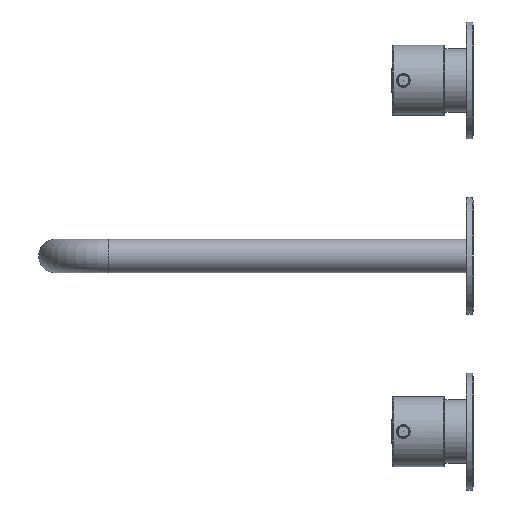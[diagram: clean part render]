
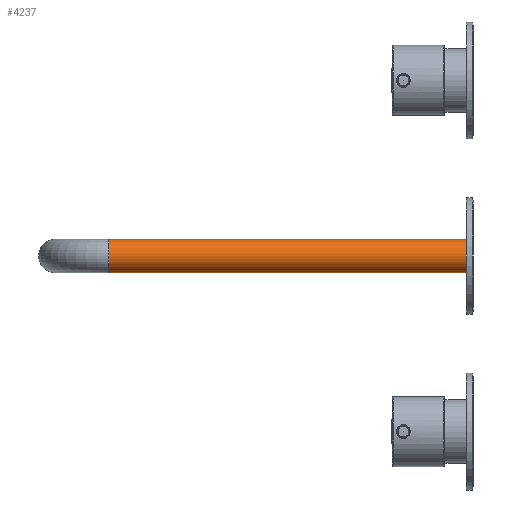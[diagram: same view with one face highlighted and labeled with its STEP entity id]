
A CAD part, left-side view. The second image highlights one B-rep face of the part: STEP entity #4237.
In plain terms, the highlighted cylindrical face has radius 10 mm (diameter 20 mm), a full revolution.
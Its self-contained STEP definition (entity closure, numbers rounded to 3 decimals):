
#470=B_SPLINE_CURVE_WITH_KNOTS('',3,(#7715,#7716,#7717,#7718,#7719,#7720,
#7721,#7722,#7723,#7724,#7725),.UNSPECIFIED.,.T.,.F.,(1,1,1,1,1,1,1,1,1,
1,1,1,1,1,1),(-0.004,-0.003,-0.001,
0.,0.001,0.003,0.004,0.005,
0.006,0.008,0.009,0.01,
0.012,0.013,0.014),.UNSPECIFIED.);
#690=ORIENTED_EDGE('',*,*,#1767,.F.);
#691=ORIENTED_EDGE('',*,*,#1766,.F.);
#692=ORIENTED_EDGE('',*,*,#1768,.T.);
#1766=EDGE_CURVE('',#3317,#3317,#2307,.T.);
#1767=EDGE_CURVE('',#3318,#3318,#470,.T.);
#1768=EDGE_CURVE('',#3319,#3319,#2308,.T.);
#2307=CIRCLE('',#5632,10.);
#2308=CIRCLE('',#5634,10.);
#2591=EDGE_LOOP('',(#690));
#2592=EDGE_LOOP('',(#691));
#2593=EDGE_LOOP('',(#692));
#3052=CYLINDRICAL_SURFACE('',#5633,10.);
#3317=VERTEX_POINT('',#7713);
#3318=VERTEX_POINT('',#7726);
#3319=VERTEX_POINT('',#7728);
#3733=FACE_BOUND('',#2591,.T.);
#3734=FACE_BOUND('',#2592,.T.);
#3735=FACE_BOUND('',#2593,.T.);
#4237=ADVANCED_FACE('',(#3733,#3734,#3735),#3052,.T.);
#5632=AXIS2_PLACEMENT_3D('',#7712,#6277,#6278);
#5633=AXIS2_PLACEMENT_3D('',#7714,#6279,#6280);
#5634=AXIS2_PLACEMENT_3D('',#7727,#6281,#6282);
#6277=DIRECTION('',(1.,0.,0.));
#6278=DIRECTION('',(0.,0.,-1.));
#6279=DIRECTION('',(1.,0.,0.));
#6280=DIRECTION('',(0.,0.,-1.));
#6281=DIRECTION('',(1.,0.,0.));
#6282=DIRECTION('',(0.,0.,-1.));
#7712=CARTESIAN_POINT('',(214.,0.,0.));
#7713=CARTESIAN_POINT('',(214.,0.,-10.));
#7714=CARTESIAN_POINT('',(0.,0.,0.));
#7715=CARTESIAN_POINT('',(15.706,-9.932,-1.292));
#7716=CARTESIAN_POINT('',(17.,-9.828,-1.829));
#7717=CARTESIAN_POINT('',(18.293,-9.932,-1.292));
#7718=CARTESIAN_POINT('',(18.828,-10.034,-0.002));
#7719=CARTESIAN_POINT('',(18.293,-9.932,1.293));
#7720=CARTESIAN_POINT('',(17.,-9.828,1.828));
#7721=CARTESIAN_POINT('',(15.709,-9.932,1.294));
#7722=CARTESIAN_POINT('',(15.171,-10.034,0.001));
#7723=CARTESIAN_POINT('',(15.706,-9.932,-1.292));
#7724=CARTESIAN_POINT('',(17.,-9.828,-1.829));
#7725=CARTESIAN_POINT('',(18.293,-9.932,-1.292));
#7726=CARTESIAN_POINT('',(17.,-9.863,-1.65));
#7727=CARTESIAN_POINT('',(0.,0.,0.));
#7728=CARTESIAN_POINT('',(0.,0.,-10.));
